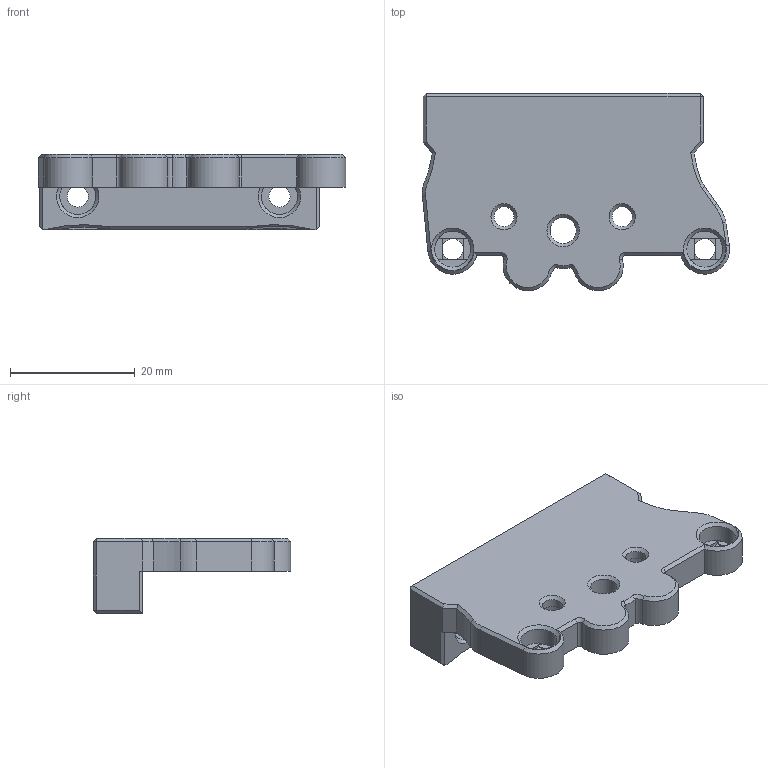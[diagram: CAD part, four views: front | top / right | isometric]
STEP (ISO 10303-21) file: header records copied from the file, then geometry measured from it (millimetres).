
FILE_DESCRIPTION(/* description */ ('STEP AP242','CAx-IF Rec.Pracs.---Representation and Presentation of Product Manufacturing Information (PMI)---4.0---2014-10-13','CAx-IF Rec.Pracs.---3D Tessellated Geometry---0.4---2014-09-14','2;1'),/* implementation_level */ '2;1');
FILE_NAME(/* name */ 'bf52192c-3d21-40b7-9718-f26fd13ff779',/* time_stamp */ '2023-03-12T10:10:39+00:00',/* author */ (''),/* organization */ (''),/* preprocessor_version */ 'ST-DEVELOPER v18.102',/* originating_system */ ' ',/* authorisation */ ' ');
FILE_SCHEMA (('AP242_MANAGED_MODEL_BASED_3D_ENGINEERING_MIM_LF { 1 0 10303 442 1 1 4 }'));
Length unit declared in the file: metre
Products named in the file (1): Rapido-VZ-TAP-Adapter
Bounding box: 49.36 x 31.69 x 12.06 mm (x, y, z)
Volume: 8326.7 mm3; surface area: 4585.6 mm2
Topology: 1 solids, 1 shells, 142 faces, 363 edges, 225 vertices
Faces by surface type: plane 79, cylinder 24, cone 24, bspline 15
Full cylindrical faces by diameter (mm): 3.2 x2, 3.4 x4, 4.2 x1, 5.8 x6
Entity records: 4578 total; most frequent: CARTESIAN_POINT 1414, ORIENTED_EDGE 650, DIRECTION 599, EDGE_CURVE 325, AXIS2_PLACEMENT_3D 222, VERTEX_POINT 212, EDGE_LOOP 183, FACE_BOUND 183
